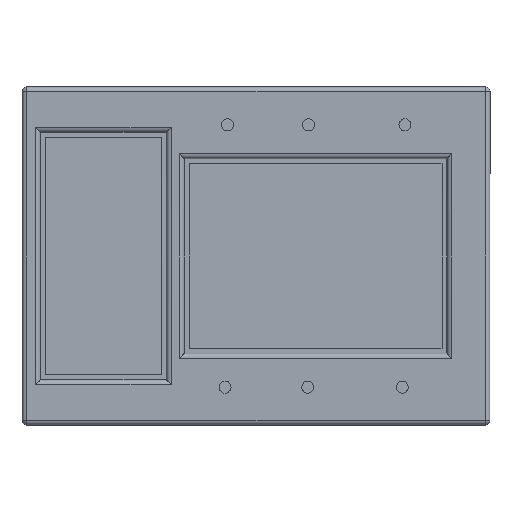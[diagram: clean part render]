
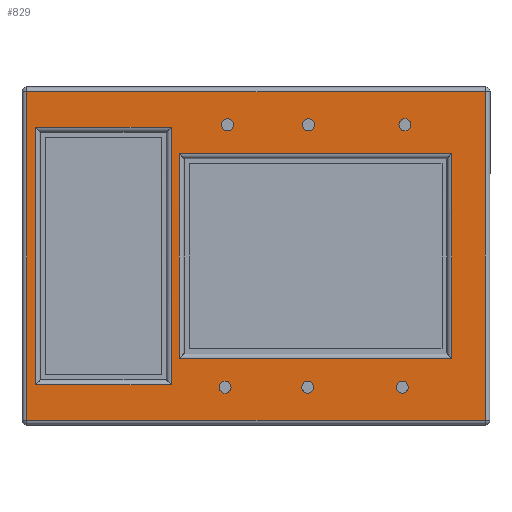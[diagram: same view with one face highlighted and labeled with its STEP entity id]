
A CAD part, left-side view. The second image highlights one B-rep face of the part: STEP entity #829.
In plain terms, the highlighted face is planar.
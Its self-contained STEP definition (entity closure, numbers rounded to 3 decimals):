
#27 = CARTESIAN_POINT ( 'NONE',  ( -9.42, 106.471, 1.5 ) ) ;
#31 = VECTOR ( 'NONE', #3921, 1000. ) ;
#118 = VECTOR ( 'NONE', #8124, 1000. ) ;
#122 = EDGE_LOOP ( 'NONE', ( #6749, #7717, #6128, #8689 ) ) ;
#199 = CARTESIAN_POINT ( 'NONE',  ( 43.13, 78.766, 1.5 ) ) ;
#299 = EDGE_CURVE ( 'NONE', #4737, #4090, #1660, .T. ) ;
#344 = CARTESIAN_POINT ( 'NONE',  ( -9.42, 78.766, 1.5 ) ) ;
#371 = EDGE_CURVE ( 'NONE', #6689, #9552, #373, .T. ) ;
#373 = LINE ( 'NONE', #7049, #6823 ) ;
#418 = LINE ( 'NONE', #7903, #5224 ) ;
#515 = CARTESIAN_POINT ( 'NONE',  ( 0., 108.218, 1.5 ) ) ;
#621 = DIRECTION ( 'NONE',  ( 0., -1., 0. ) ) ;
#695 = CARTESIAN_POINT ( 'NONE',  ( -16.645, 108.218, 1.5 ) ) ;
#735 = VERTEX_POINT ( 'NONE', #4011 ) ;
#829 = ADVANCED_FACE ( 'NONE', ( #3423, #8745, #2026 ), #8037, .T. ) ;
#991 = LINE ( 'NONE', #7022, #1729 ) ;
#1018 = EDGE_CURVE ( 'NONE', #5081, #6171, #3387, .T. ) ;
#1309 = VECTOR ( 'NONE', #8691, 1000. ) ;
#1341 = EDGE_CURVE ( 'NONE', #6246, #1827, #7141, .T. ) ;
#1635 = CARTESIAN_POINT ( 'NONE',  ( -16.645, 14.718, 1.5 ) ) ;
#1660 = LINE ( 'NONE', #4658, #31 ) ;
#1729 = VECTOR ( 'NONE', #4875, 1000. ) ;
#1827 = VERTEX_POINT ( 'NONE', #1635 ) ;
#1968 = DIRECTION ( 'NONE',  ( 1., 0., 0. ) ) ;
#2026 = FACE_OUTER_BOUND ( 'NONE', #7673, .T. ) ;
#2081 = CARTESIAN_POINT ( 'NONE',  ( 43.13, 106.471, 1.5 ) ) ;
#2571 = VERTEX_POINT ( 'NONE', #2876 ) ;
#2679 = LINE ( 'NONE', #6365, #4057 ) ;
#2724 = VERTEX_POINT ( 'NONE', #3869 ) ;
#2818 = DIRECTION ( 'NONE',  ( -1., 0., 0. ) ) ;
#2876 = CARTESIAN_POINT ( 'NONE',  ( 37.715, 21.512, 1.5 ) ) ;
#3351 = VERTEX_POINT ( 'NONE', #4226 ) ;
#3366 = EDGE_LOOP ( 'NONE', ( #5469, #5806, #8774, #9524 ) ) ;
#3375 = CARTESIAN_POINT ( 'NONE',  ( -4.005, 77.122, 1.5 ) ) ;
#3387 = LINE ( 'NONE', #6400, #7800 ) ;
#3423 = FACE_BOUND ( 'NONE', #122, .T. ) ;
#3529 = DIRECTION ( 'NONE',  ( -1., 0., 0. ) ) ;
#3560 = CARTESIAN_POINT ( 'NONE',  ( 0., 0., 1.5 ) ) ;
#3636 = EDGE_CURVE ( 'NONE', #9552, #5081, #8155, .T. ) ;
#3752 = EDGE_CURVE ( 'NONE', #1827, #2724, #8787, .T. ) ;
#3869 = CARTESIAN_POINT ( 'NONE',  ( 50.355, 14.718, 1.5 ) ) ;
#3909 = VECTOR ( 'NONE', #621, 1000. ) ;
#3921 = DIRECTION ( 'NONE',  ( 1., 0., 0. ) ) ;
#4011 = CARTESIAN_POINT ( 'NONE',  ( -4.005, 21.512, 1.5 ) ) ;
#4019 = DIRECTION ( 'NONE',  ( 1., 0., 0. ) ) ;
#4057 = VECTOR ( 'NONE', #9481, 1000. ) ;
#4074 = EDGE_CURVE ( 'NONE', #6171, #6689, #7930, .T. ) ;
#4090 = VERTEX_POINT ( 'NONE', #9015 ) ;
#4108 = CARTESIAN_POINT ( 'NONE',  ( -16.645, 13.718, 1.5 ) ) ;
#4143 = CARTESIAN_POINT ( 'NONE',  ( -9.42, 0., 1.5 ) ) ;
#4226 = CARTESIAN_POINT ( 'NONE',  ( 50.355, 108.218, 1.5 ) ) ;
#4301 = ORIENTED_EDGE ( 'NONE', *, *, #1341, .T. ) ;
#4658 = CARTESIAN_POINT ( 'NONE',  ( 0., 77.122, 1.5 ) ) ;
#4737 = VERTEX_POINT ( 'NONE', #3375 ) ;
#4875 = DIRECTION ( 'NONE',  ( 0., 1., 0. ) ) ;
#4944 = DIRECTION ( 'NONE',  ( 1., 0., 0. ) ) ;
#5081 = VERTEX_POINT ( 'NONE', #199 ) ;
#5095 = DIRECTION ( 'NONE',  ( 0., 0., 1. ) ) ;
#5176 = ORIENTED_EDGE ( 'NONE', *, *, #5628, .T. ) ;
#5224 = VECTOR ( 'NONE', #3529, 1000. ) ;
#5226 = LINE ( 'NONE', #8168, #118 ) ;
#5469 = ORIENTED_EDGE ( 'NONE', *, *, #6318, .T. ) ;
#5567 = DIRECTION ( 'NONE',  ( -1., 0., 0. ) ) ;
#5628 = EDGE_CURVE ( 'NONE', #3351, #6246, #8843, .T. ) ;
#5669 = VECTOR ( 'NONE', #9451, 1000. ) ;
#5729 = ORIENTED_EDGE ( 'NONE', *, *, #3752, .T. ) ;
#5806 = ORIENTED_EDGE ( 'NONE', *, *, #299, .T. ) ;
#5888 = CARTESIAN_POINT ( 'NONE',  ( 51.355, 14.718, 1.5 ) ) ;
#6128 = ORIENTED_EDGE ( 'NONE', *, *, #3636, .T. ) ;
#6171 = VERTEX_POINT ( 'NONE', #344 ) ;
#6246 = VERTEX_POINT ( 'NONE', #695 ) ;
#6318 = EDGE_CURVE ( 'NONE', #735, #4737, #5226, .T. ) ;
#6365 = CARTESIAN_POINT ( 'NONE',  ( 37.715, 22.512, 1.5 ) ) ;
#6400 = CARTESIAN_POINT ( 'NONE',  ( -8.42, 78.766, 1.5 ) ) ;
#6498 = AXIS2_PLACEMENT_3D ( 'NONE', #3560, #5095, #4944 ) ;
#6532 = EDGE_CURVE ( 'NONE', #4090, #2571, #2679, .T. ) ;
#6578 = ORIENTED_EDGE ( 'NONE', *, *, #8819, .T. ) ;
#6689 = VERTEX_POINT ( 'NONE', #27 ) ;
#6749 = ORIENTED_EDGE ( 'NONE', *, *, #4074, .T. ) ;
#6823 = VECTOR ( 'NONE', #4019, 1000. ) ;
#7022 = CARTESIAN_POINT ( 'NONE',  ( 50.355, 0., 1.5 ) ) ;
#7049 = CARTESIAN_POINT ( 'NONE',  ( 0., 106.471, 1.5 ) ) ;
#7141 = LINE ( 'NONE', #4108, #1309 ) ;
#7399 = CARTESIAN_POINT ( 'NONE',  ( 43.13, 79.766, 1.5 ) ) ;
#7673 = EDGE_LOOP ( 'NONE', ( #6578, #5176, #4301, #5729 ) ) ;
#7717 = ORIENTED_EDGE ( 'NONE', *, *, #371, .T. ) ;
#7800 = VECTOR ( 'NONE', #5567, 1000. ) ;
#7903 = CARTESIAN_POINT ( 'NONE',  ( -3.005, 21.512, 1.5 ) ) ;
#7930 = LINE ( 'NONE', #4143, #5669 ) ;
#8037 = PLANE ( 'NONE',  #6498 ) ;
#8103 = EDGE_CURVE ( 'NONE', #2571, #735, #418, .T. ) ;
#8124 = DIRECTION ( 'NONE',  ( 0., 1., 0. ) ) ;
#8155 = LINE ( 'NONE', #7399, #3909 ) ;
#8168 = CARTESIAN_POINT ( 'NONE',  ( -4.005, 0., 1.5 ) ) ;
#8407 = VECTOR ( 'NONE', #2818, 1000. ) ;
#8689 = ORIENTED_EDGE ( 'NONE', *, *, #1018, .T. ) ;
#8691 = DIRECTION ( 'NONE',  ( 0., -1., 0. ) ) ;
#8745 = FACE_BOUND ( 'NONE', #3366, .T. ) ;
#8774 = ORIENTED_EDGE ( 'NONE', *, *, #6532, .T. ) ;
#8787 = LINE ( 'NONE', #5888, #9619 ) ;
#8819 = EDGE_CURVE ( 'NONE', #2724, #3351, #991, .T. ) ;
#8843 = LINE ( 'NONE', #515, #8407 ) ;
#9015 = CARTESIAN_POINT ( 'NONE',  ( 37.715, 77.122, 1.5 ) ) ;
#9451 = DIRECTION ( 'NONE',  ( 0., 1., 0. ) ) ;
#9481 = DIRECTION ( 'NONE',  ( 0., -1., 0. ) ) ;
#9524 = ORIENTED_EDGE ( 'NONE', *, *, #8103, .T. ) ;
#9552 = VERTEX_POINT ( 'NONE', #2081 ) ;
#9619 = VECTOR ( 'NONE', #1968, 1000. ) ;
